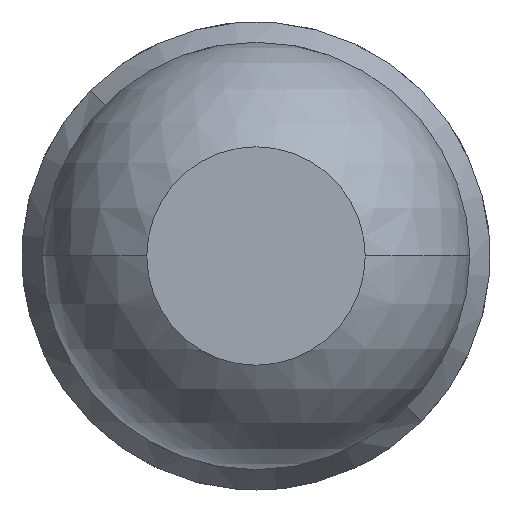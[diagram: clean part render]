
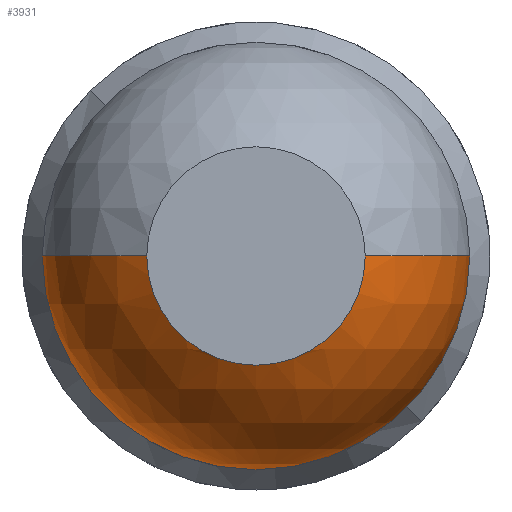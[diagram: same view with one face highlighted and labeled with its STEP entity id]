
A CAD part, front view. The second image highlights one B-rep face of the part: STEP entity #3931.
In plain terms, the highlighted spherical face has radius 0.685 mm.
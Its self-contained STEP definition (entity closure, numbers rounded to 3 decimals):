
#119 = CARTESIAN_POINT ( 'NONE',  ( 0., -29.411, 0. ) ) ;
#188 = DIRECTION ( 'NONE',  ( 0., 0., -1. ) ) ;
#218 = AXIS2_PLACEMENT_3D ( 'NONE', #2150, #2782, #552 ) ;
#256 = VERTEX_POINT ( 'NONE', #1774 ) ;
#478 = EDGE_CURVE ( 'Defeature ausgef�hrt2_17+Defeature ausgef�hrt2_4+Defeature ausgef�hrt2_4+Defeature ausgef�hrt2_4', #3771, #256, #570, .T. ) ;
#486 = CIRCLE ( 'NONE', #547, 0.685 ) ;
#511 = ORIENTED_EDGE ( 'NONE', *, *, #844, .F. ) ;
#518 = ORIENTED_EDGE ( 'NONE', *, *, #760, .F. ) ;
#547 = AXIS2_PLACEMENT_3D ( 'NONE', #1151, #188, #1179 ) ;
#552 = DIRECTION ( 'NONE',  ( 0., 0., 1. ) ) ;
#570 = CIRCLE ( 'NONE', #774, 0.35 ) ;
#587 = EDGE_CURVE ( 'Defeature ausgef�hrt2_5+Defeature ausgef�hrt2_4+Defeature ausgef�hrt2_4+Defeature ausgef�hrt2_4', #2367, #777, #2143, .T. ) ;
#760 = EDGE_CURVE ( 'Defeature ausgef�hrt2_5+Defeature ausgef�hrt2_4+Defeature ausgef�hrt2_4+Defeature ausgef�hrt2_4', #1991, #2367, #963, .T. ) ;
#774 = AXIS2_PLACEMENT_3D ( 'NONE', #3990, #2063, #1346 ) ;
#777 = VERTEX_POINT ( 'NONE', #4005 ) ;
#844 = EDGE_CURVE ( 'Defeature ausgef�hrt2_17+Defeature ausgef�hrt2_4+Defeature ausgef�hrt2_4+Defeature ausgef�hrt2_4', #1252, #3771, #1158, .T. ) ;
#963 = CIRCLE ( 'NONE', #218, 0.685 ) ;
#1062 = DIRECTION ( 'NONE',  ( 1., 0., 0. ) ) ;
#1151 = CARTESIAN_POINT ( 'NONE',  ( 0., -29.411, 0. ) ) ;
#1158 = CIRCLE ( 'NONE', #2336, 0.35 ) ;
#1166 = DIRECTION ( 'NONE',  ( 1., 0., 0. ) ) ;
#1179 = DIRECTION ( 'NONE',  ( -1., 0., 0. ) ) ;
#1190 = DIRECTION ( 'NONE',  ( 0., 0., -1. ) ) ;
#1252 = VERTEX_POINT ( 'NONE', #2813 ) ;
#1340 = ORIENTED_EDGE ( 'NONE', *, *, #1763, .F. ) ;
#1346 = DIRECTION ( 'NONE',  ( 0., 0., -1. ) ) ;
#1354 = AXIS2_PLACEMENT_3D ( 'NONE', #119, #2007, #2339 ) ;
#1403 = AXIS2_PLACEMENT_3D ( 'NONE', #3762, #3457, #1166 ) ;
#1539 = ORIENTED_EDGE ( 'NONE', *, *, #478, .F. ) ;
#1581 = CARTESIAN_POINT ( 'NONE',  ( 0.685, -29.411, 0. ) ) ;
#1652 = CIRCLE ( 'NONE', #1403, 0.685 ) ;
#1754 = DIRECTION ( 'NONE',  ( 0., -1., 0. ) ) ;
#1763 = EDGE_CURVE ( 'NONE', #256, #1991, #1652, .T. ) ;
#1774 = CARTESIAN_POINT ( 'NONE',  ( 0.35, -30., 0. ) ) ;
#1893 = ORIENTED_EDGE ( 'NONE', *, *, #587, .F. ) ;
#1910 = SPHERICAL_SURFACE ( 'NONE', #2085, 0.685 ) ;
#1991 = VERTEX_POINT ( 'NONE', #1581 ) ;
#2007 = DIRECTION ( 'NONE',  ( 0., 1., 0. ) ) ;
#2063 = DIRECTION ( 'NONE',  ( 0., -1., 0. ) ) ;
#2085 = AXIS2_PLACEMENT_3D ( 'NONE', #3312, #3892, #1062 ) ;
#2143 = CIRCLE ( 'NONE', #1354, 0.685 ) ;
#2150 = CARTESIAN_POINT ( 'NONE',  ( 0., -29.411, 0. ) ) ;
#2336 = AXIS2_PLACEMENT_3D ( 'NONE', #3651, #1754, #1190 ) ;
#2339 = DIRECTION ( 'NONE',  ( 0., 0., 1. ) ) ;
#2367 = VERTEX_POINT ( 'NONE', #2561 ) ;
#2547 = EDGE_LOOP ( 'NONE', ( #511, #2855, #1893, #518, #1340, #1539 ) ) ;
#2561 = CARTESIAN_POINT ( 'NONE',  ( 0., -29.411, -0.685 ) ) ;
#2782 = DIRECTION ( 'NONE',  ( 0., 1., 0. ) ) ;
#2813 = CARTESIAN_POINT ( 'NONE',  ( -0.35, -30., 0. ) ) ;
#2855 = ORIENTED_EDGE ( 'NONE', *, *, #3102, .T. ) ;
#3102 = EDGE_CURVE ( 'NONE', #1252, #777, #486, .T. ) ;
#3104 = FACE_OUTER_BOUND ( 'NONE', #2547, .T. ) ;
#3312 = CARTESIAN_POINT ( 'NONE',  ( 0., -29.411, 0. ) ) ;
#3457 = DIRECTION ( 'NONE',  ( 0., 0., 1. ) ) ;
#3651 = CARTESIAN_POINT ( 'NONE',  ( 0., -30., 0. ) ) ;
#3762 = CARTESIAN_POINT ( 'NONE',  ( 0., -29.411, 0. ) ) ;
#3771 = VERTEX_POINT ( 'NONE', #4054 ) ;
#3892 = DIRECTION ( 'NONE',  ( 0., 0., -1. ) ) ;
#3931 = ADVANCED_FACE ( 'Defeature ausgef�hrt2_4', ( #3104 ), #1910, .T. ) ;
#3990 = CARTESIAN_POINT ( 'NONE',  ( 0., -30., 0. ) ) ;
#4005 = CARTESIAN_POINT ( 'NONE',  ( -0.685, -29.411, 0. ) ) ;
#4054 = CARTESIAN_POINT ( 'NONE',  ( 0., -30., -0.35 ) ) ;
